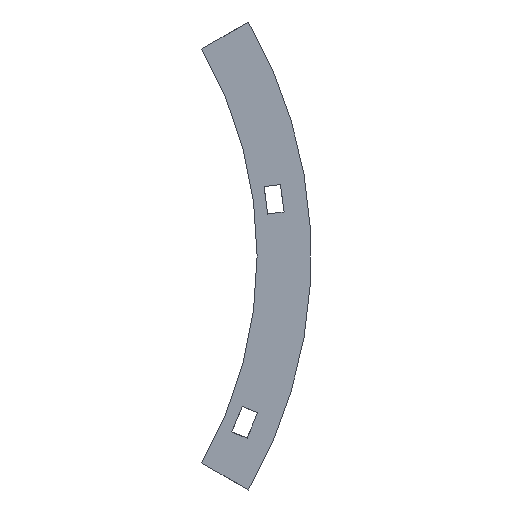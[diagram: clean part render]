
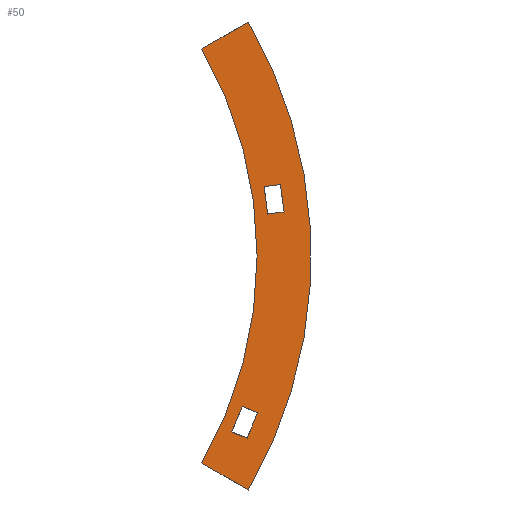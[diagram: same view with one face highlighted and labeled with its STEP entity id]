
A CAD part, front view. The second image highlights one B-rep face of the part: STEP entity #50.
In plain terms, the highlighted planar face has unit normal (0, -1, 0).
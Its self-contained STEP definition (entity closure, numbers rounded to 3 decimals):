
#10 = EDGE_CURVE ( 'NONE', #1098, #231, #1316, .T. ) ;
#16 = VECTOR ( 'NONE', #1269, 1000. ) ;
#43 = VECTOR ( 'NONE', #897, 1000. ) ;
#48 = LINE ( 'NONE', #401, #734 ) ;
#50 = ADVANCED_FACE ( 'NONE', ( #535, #1325, #773 ), #214, .F. ) ;
#86 = DIRECTION ( 'NONE',  ( 0.924, 0., -0.383 ) ) ;
#87 = VECTOR ( 'NONE', #1439, 1000. ) ;
#109 = DIRECTION ( 'NONE',  ( 0., -1., 0. ) ) ;
#119 = CIRCLE ( 'NONE', #1131, 150. ) ;
#128 = CARTESIAN_POINT ( 'NONE',  ( 159.78, 0., 15.992 ) ) ;
#130 = AXIS2_PLACEMENT_3D ( 'NONE', #892, #1310, #1198 ) ;
#144 = ORIENTED_EDGE ( 'NONE', *, *, #10, .T. ) ;
#147 = LINE ( 'NONE', #1045, #16 ) ;
#193 = CARTESIAN_POINT ( 'NONE',  ( 144.653, 0., -54.505 ) ) ;
#214 = PLANE ( 'NONE',  #130 ) ;
#215 = DIRECTION ( 'NONE',  ( 0., 0., 1. ) ) ;
#230 = EDGE_LOOP ( 'NONE', ( #550, #331, #537, #709 ) ) ;
#231 = VERTEX_POINT ( 'NONE', #256 ) ;
#256 = CARTESIAN_POINT ( 'NONE',  ( 152.526, 0., 25.124 ) ) ;
#291 = CIRCLE ( 'NONE', #1110, 169.6 ) ;
#294 = ORIENTED_EDGE ( 'NONE', *, *, #1123, .T. ) ;
#297 = VERTEX_POINT ( 'NONE', #1174 ) ;
#316 = EDGE_CURVE ( 'NONE', #641, #463, #147, .T. ) ;
#319 = ORIENTED_EDGE ( 'NONE', *, *, #870, .T. ) ;
#327 = EDGE_CURVE ( 'NONE', #1114, #1098, #1386, .T. ) ;
#331 = ORIENTED_EDGE ( 'NONE', *, *, #316, .F. ) ;
#387 = CARTESIAN_POINT ( 'NONE',  ( 146.878, 0., -84.8 ) ) ;
#401 = CARTESIAN_POINT ( 'NONE',  ( 129.904, 0., 75. ) ) ;
#406 = VECTOR ( 'NONE', #1113, 1000. ) ;
#416 = EDGE_CURVE ( 'NONE', #1024, #482, #1094, .T. ) ;
#463 = VERTEX_POINT ( 'NONE', #758 ) ;
#477 = EDGE_CURVE ( 'NONE', #297, #1114, #683, .T. ) ;
#482 = VERTEX_POINT ( 'NONE', #1223 ) ;
#483 = CARTESIAN_POINT ( 'NONE',  ( 153.831, 0., 15.209 ) ) ;
#495 = VECTOR ( 'NONE', #86, 1000. ) ;
#515 = DIRECTION ( 'NONE',  ( -0.991, 0., -0.131 ) ) ;
#518 = LINE ( 'NONE', #1280, #1222 ) ;
#526 = CARTESIAN_POINT ( 'NONE',  ( 146.878, 0., 84.8 ) ) ;
#531 = EDGE_CURVE ( 'NONE', #231, #297, #555, .T. ) ;
#535 = FACE_BOUND ( 'NONE', #1220, .T. ) ;
#537 = ORIENTED_EDGE ( 'NONE', *, *, #1186, .F. ) ;
#544 = DIRECTION ( 'NONE',  ( 0., 0., 1. ) ) ;
#550 = ORIENTED_EDGE ( 'NONE', *, *, #1221, .F. ) ;
#555 = LINE ( 'NONE', #568, #43 ) ;
#565 = VERTEX_POINT ( 'NONE', #782 ) ;
#568 = CARTESIAN_POINT ( 'NONE',  ( 158.474, 0., 25.907 ) ) ;
#621 = ORIENTED_EDGE ( 'NONE', *, *, #327, .T. ) ;
#640 = CARTESIAN_POINT ( 'NONE',  ( 146.369, 0., -66.04 ) ) ;
#641 = VERTEX_POINT ( 'NONE', #387 ) ;
#660 = CARTESIAN_POINT ( 'NONE',  ( 140.826, 0., -63.744 ) ) ;
#683 = LINE ( 'NONE', #128, #87 ) ;
#709 = ORIENTED_EDGE ( 'NONE', *, *, #1028, .F. ) ;
#734 = VECTOR ( 'NONE', #1183, 1000. ) ;
#748 = CARTESIAN_POINT ( 'NONE',  ( 159.78, 0., 15.992 ) ) ;
#754 = CARTESIAN_POINT ( 'NONE',  ( 0., 0., 0. ) ) ;
#758 = CARTESIAN_POINT ( 'NONE',  ( 129.904, 0., -75. ) ) ;
#773 = FACE_OUTER_BOUND ( 'NONE', #230, .T. ) ;
#779 = CARTESIAN_POINT ( 'NONE',  ( 0., 0., 0. ) ) ;
#782 = CARTESIAN_POINT ( 'NONE',  ( 150.196, 0., -56.801 ) ) ;
#793 = VERTEX_POINT ( 'NONE', #526 ) ;
#844 = DIRECTION ( 'NONE',  ( -0.383, 0., -0.924 ) ) ;
#867 = DIRECTION ( 'NONE',  ( -0.131, 0., 0.991 ) ) ;
#870 = EDGE_CURVE ( 'NONE', #482, #565, #1073, .T. ) ;
#892 = CARTESIAN_POINT ( 'NONE',  ( 0., 0., 0. ) ) ;
#897 = DIRECTION ( 'NONE',  ( 0.991, 0., 0.131 ) ) ;
#928 = ORIENTED_EDGE ( 'NONE', *, *, #531, .T. ) ;
#945 = ORIENTED_EDGE ( 'NONE', *, *, #1169, .T. ) ;
#962 = ORIENTED_EDGE ( 'NONE', *, *, #416, .T. ) ;
#963 = CARTESIAN_POINT ( 'NONE',  ( 150.196, 0., -56.801 ) ) ;
#980 = DIRECTION ( 'NONE',  ( 0.383, 0., 0.924 ) ) ;
#1019 = EDGE_LOOP ( 'NONE', ( #621, #144, #928, #1264 ) ) ;
#1024 = VERTEX_POINT ( 'NONE', #1412 ) ;
#1028 = EDGE_CURVE ( 'NONE', #1055, #793, #48, .T. ) ;
#1045 = CARTESIAN_POINT ( 'NONE',  ( 146.878, 0., -84.8 ) ) ;
#1055 = VERTEX_POINT ( 'NONE', #1272 ) ;
#1073 = LINE ( 'NONE', #963, #495 ) ;
#1075 = VECTOR ( 'NONE', #980, 1000. ) ;
#1094 = LINE ( 'NONE', #193, #1075 ) ;
#1098 = VERTEX_POINT ( 'NONE', #1397 ) ;
#1110 = AXIS2_PLACEMENT_3D ( 'NONE', #779, #1443, #544 ) ;
#1113 = DIRECTION ( 'NONE',  ( -0.924, 0., 0.383 ) ) ;
#1114 = VERTEX_POINT ( 'NONE', #748 ) ;
#1123 = EDGE_CURVE ( 'NONE', #565, #1194, #518, .T. ) ;
#1131 = AXIS2_PLACEMENT_3D ( 'NONE', #754, #109, #215 ) ;
#1165 = VECTOR ( 'NONE', #515, 1000. ) ;
#1169 = EDGE_CURVE ( 'NONE', #1194, #1024, #1437, .T. ) ;
#1174 = CARTESIAN_POINT ( 'NONE',  ( 158.474, 0., 25.907 ) ) ;
#1183 = DIRECTION ( 'NONE',  ( 0.866, 0., 0.5 ) ) ;
#1186 = EDGE_CURVE ( 'NONE', #793, #641, #291, .T. ) ;
#1194 = VERTEX_POINT ( 'NONE', #640 ) ;
#1198 = DIRECTION ( 'NONE',  ( 0., 0., 1. ) ) ;
#1220 = EDGE_LOOP ( 'NONE', ( #945, #962, #319, #294 ) ) ;
#1221 = EDGE_CURVE ( 'NONE', #463, #1055, #119, .T. ) ;
#1222 = VECTOR ( 'NONE', #844, 1000. ) ;
#1223 = CARTESIAN_POINT ( 'NONE',  ( 144.653, 0., -54.505 ) ) ;
#1264 = ORIENTED_EDGE ( 'NONE', *, *, #477, .T. ) ;
#1269 = DIRECTION ( 'NONE',  ( -0.866, 0., 0.5 ) ) ;
#1272 = CARTESIAN_POINT ( 'NONE',  ( 129.904, 0., 75. ) ) ;
#1280 = CARTESIAN_POINT ( 'NONE',  ( 146.369, 0., -66.04 ) ) ;
#1310 = DIRECTION ( 'NONE',  ( 0., 1., 0. ) ) ;
#1316 = LINE ( 'NONE', #1428, #1398 ) ;
#1325 = FACE_BOUND ( 'NONE', #1019, .T. ) ;
#1386 = LINE ( 'NONE', #483, #1165 ) ;
#1397 = CARTESIAN_POINT ( 'NONE',  ( 153.831, 0., 15.209 ) ) ;
#1398 = VECTOR ( 'NONE', #867, 1000. ) ;
#1412 = CARTESIAN_POINT ( 'NONE',  ( 140.826, 0., -63.744 ) ) ;
#1428 = CARTESIAN_POINT ( 'NONE',  ( 152.526, 0., 25.124 ) ) ;
#1437 = LINE ( 'NONE', #660, #406 ) ;
#1439 = DIRECTION ( 'NONE',  ( 0.131, 0., -0.991 ) ) ;
#1443 = DIRECTION ( 'NONE',  ( 0., 1., 0. ) ) ;
